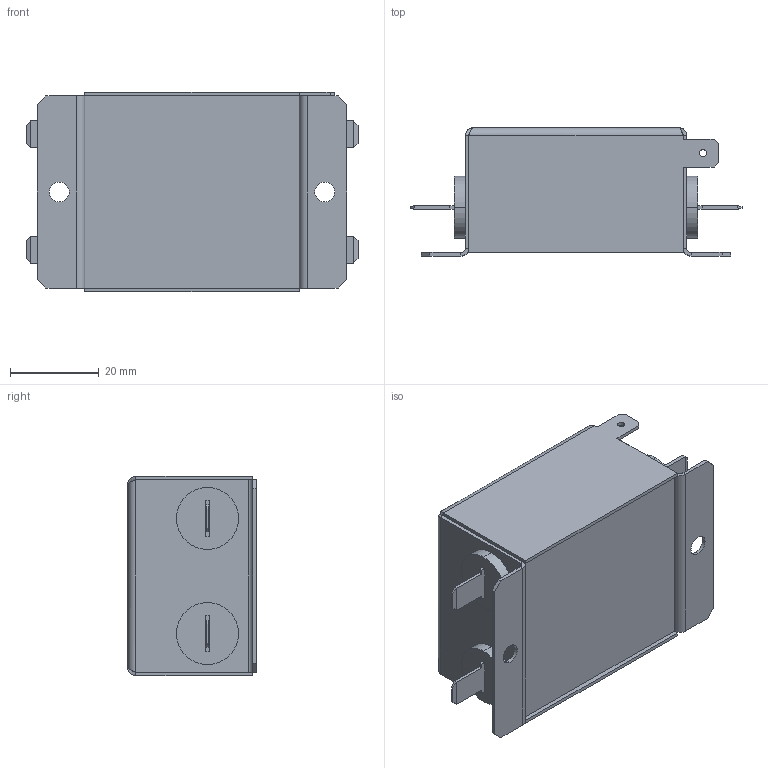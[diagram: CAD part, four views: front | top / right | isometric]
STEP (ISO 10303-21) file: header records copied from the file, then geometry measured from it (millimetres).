
FILE_DESCRIPTION (( 'STEP AP214' ), '1' );
FILE_NAME ('190433.STEP', '2020-05-28T23:06:58', ( '' ), ( '' ), 'SwSTEP 2.0', 'SolidWorks 2018', '' );
FILE_SCHEMA (( 'AUTOMOTIVE_DESIGN' ));
Length unit declared in the file: millimetre
Products named in the file (1): 190433
Bounding box: 75 x 29 x 45 mm (x, y, z)
Volume: 63590.8 mm3; surface area: 17655.2 mm2
Topology: 1 solids, 1 shells, 139 faces, 320 edges, 191 vertices
Faces by surface type: plane 100, cylinder 27, bspline 12
Entity records: 4381 total; most frequent: CARTESIAN_POINT 1288, ORIENTED_EDGE 640, DIRECTION 582, EDGE_CURVE 320, LINE 254, VECTOR 254, VERTEX_POINT 191, AXIS2_PLACEMENT_3D 164
